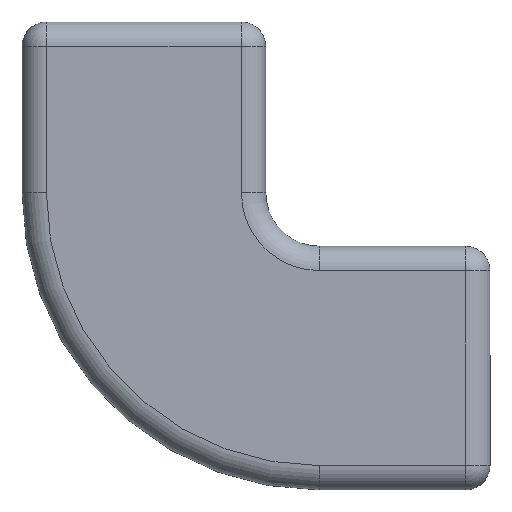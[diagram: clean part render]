
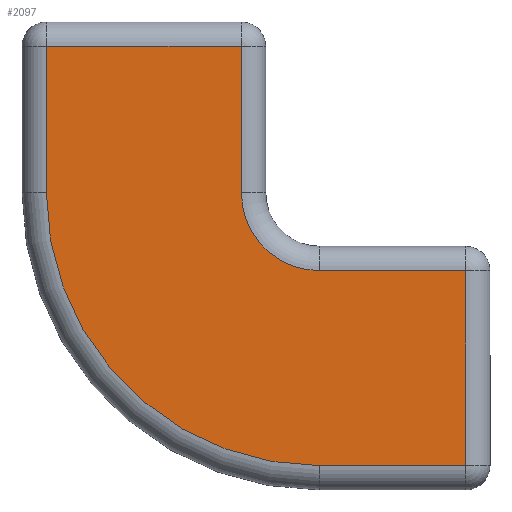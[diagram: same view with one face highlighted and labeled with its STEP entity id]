
A CAD part, front view. The second image highlights one B-rep face of the part: STEP entity #2097.
In plain terms, the highlighted planar face has unit normal (0, -1, 0).
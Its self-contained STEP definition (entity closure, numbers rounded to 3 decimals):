
#15 = EDGE_CURVE ( 'NONE', #2677, #3127, #396, .T. ) ;
#17 = CARTESIAN_POINT ( 'NONE',  ( 0., -2., 0. ) ) ;
#91 = ORIENTED_EDGE ( 'NONE', *, *, #2296, .T. ) ;
#130 = PLANE ( 'NONE',  #2435 ) ;
#207 = CARTESIAN_POINT ( 'NONE',  ( -11.2, -2., 0. ) ) ;
#219 = DIRECTION ( 'NONE',  ( 0., 0., -1. ) ) ;
#289 = CARTESIAN_POINT ( 'NONE',  ( -3.2, -2., 0. ) ) ;
#327 = VERTEX_POINT ( 'NONE', #1789 ) ;
#362 = DIRECTION ( 'NONE',  ( 0., 0., -1. ) ) ;
#396 = CIRCLE ( 'NONE', #589, 11.2 ) ;
#415 = VERTEX_POINT ( 'NONE', #3124 ) ;
#435 = FACE_OUTER_BOUND ( 'NONE', #3756, .T. ) ;
#503 = CARTESIAN_POINT ( 'NONE',  ( 0., -2., 0. ) ) ;
#521 = LINE ( 'NONE', #207, #787 ) ;
#525 = DIRECTION ( 'NONE',  ( -1., 0., 0. ) ) ;
#589 = AXIS2_PLACEMENT_3D ( 'NONE', #17, #1549, #219 ) ;
#642 = EDGE_CURVE ( 'NONE', #327, #830, #2749, .T. ) ;
#649 = CARTESIAN_POINT ( 'NONE',  ( 6., -2., -2.2 ) ) ;
#666 = VERTEX_POINT ( 'NONE', #2282 ) ;
#707 = ORIENTED_EDGE ( 'NONE', *, *, #1971, .T. ) ;
#743 = DIRECTION ( 'NONE',  ( 0., 0., 1. ) ) ;
#787 = VECTOR ( 'NONE', #1193, 1000. ) ;
#830 = VERTEX_POINT ( 'NONE', #289 ) ;
#892 = CARTESIAN_POINT ( 'NONE',  ( -3.2, -2., 6. ) ) ;
#964 = AXIS2_PLACEMENT_3D ( 'NONE', #1305, #1286, #362 ) ;
#1035 = DIRECTION ( 'NONE',  ( 0., -1., 0. ) ) ;
#1046 = VECTOR ( 'NONE', #2373, 1000. ) ;
#1193 = DIRECTION ( 'NONE',  ( 0., 0., -1. ) ) ;
#1201 = VECTOR ( 'NONE', #525, 1000. ) ;
#1286 = DIRECTION ( 'NONE',  ( 0., 1., 0. ) ) ;
#1305 = CARTESIAN_POINT ( 'NONE',  ( 0., -2., 0. ) ) ;
#1378 = VECTOR ( 'NONE', #3865, 1000. ) ;
#1427 = LINE ( 'NONE', #3941, #1046 ) ;
#1503 = EDGE_CURVE ( 'NONE', #3017, #3065, #1767, .T. ) ;
#1549 = DIRECTION ( 'NONE',  ( 0., -1., 0. ) ) ;
#1558 = CARTESIAN_POINT ( 'NONE',  ( 7., -2., -11.2 ) ) ;
#1767 = LINE ( 'NONE', #3043, #1201 ) ;
#1789 = CARTESIAN_POINT ( 'NONE',  ( 0., -2., -3.2 ) ) ;
#1873 = LINE ( 'NONE', #649, #3727 ) ;
#1971 = EDGE_CURVE ( 'NONE', #666, #415, #1873, .T. ) ;
#2085 = EDGE_CURVE ( 'NONE', #415, #327, #2293, .T. ) ;
#2097 = ADVANCED_FACE ( 'NONE', ( #435 ), #130, .T. ) ;
#2135 = EDGE_CURVE ( 'NONE', #830, #3017, #1427, .T. ) ;
#2219 = LINE ( 'NONE', #1558, #3368 ) ;
#2282 = CARTESIAN_POINT ( 'NONE',  ( 6., -2., -11.2 ) ) ;
#2293 = LINE ( 'NONE', #3556, #1378 ) ;
#2296 = EDGE_CURVE ( 'NONE', #3065, #2677, #521, .T. ) ;
#2373 = DIRECTION ( 'NONE',  ( 0., 0., 1. ) ) ;
#2406 = CARTESIAN_POINT ( 'NONE',  ( -11.2, -2., 0. ) ) ;
#2435 = AXIS2_PLACEMENT_3D ( 'NONE', #503, #1035, #743 ) ;
#2582 = CARTESIAN_POINT ( 'NONE',  ( 0., -2., -11.2 ) ) ;
#2677 = VERTEX_POINT ( 'NONE', #2406 ) ;
#2749 = CIRCLE ( 'NONE', #964, 3.2 ) ;
#2784 = DIRECTION ( 'NONE',  ( 0., 0., 1. ) ) ;
#2818 = DIRECTION ( 'NONE',  ( 1., 0., 0. ) ) ;
#3017 = VERTEX_POINT ( 'NONE', #892 ) ;
#3043 = CARTESIAN_POINT ( 'NONE',  ( 0., -2., 6. ) ) ;
#3065 = VERTEX_POINT ( 'NONE', #3423 ) ;
#3124 = CARTESIAN_POINT ( 'NONE',  ( 6., -2., -3.2 ) ) ;
#3127 = VERTEX_POINT ( 'NONE', #2582 ) ;
#3217 = ORIENTED_EDGE ( 'NONE', *, *, #2135, .T. ) ;
#3305 = ORIENTED_EDGE ( 'NONE', *, *, #2085, .T. ) ;
#3368 = VECTOR ( 'NONE', #2818, 1000. ) ;
#3423 = CARTESIAN_POINT ( 'NONE',  ( -11.2, -2., 6. ) ) ;
#3555 = ORIENTED_EDGE ( 'NONE', *, *, #15, .T. ) ;
#3556 = CARTESIAN_POINT ( 'NONE',  ( 0., -2., -3.2 ) ) ;
#3594 = EDGE_CURVE ( 'NONE', #3127, #666, #2219, .T. ) ;
#3678 = ORIENTED_EDGE ( 'NONE', *, *, #3594, .T. ) ;
#3727 = VECTOR ( 'NONE', #2784, 1000. ) ;
#3735 = ORIENTED_EDGE ( 'NONE', *, *, #1503, .T. ) ;
#3756 = EDGE_LOOP ( 'NONE', ( #3305, #3989, #3217, #3735, #91, #3555, #3678, #707 ) ) ;
#3865 = DIRECTION ( 'NONE',  ( -1., 0., 0. ) ) ;
#3941 = CARTESIAN_POINT ( 'NONE',  ( -3.2, -2., 7. ) ) ;
#3989 = ORIENTED_EDGE ( 'NONE', *, *, #642, .T. ) ;
